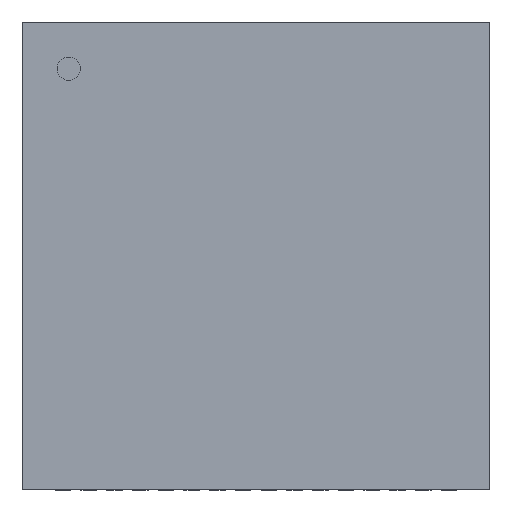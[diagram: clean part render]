
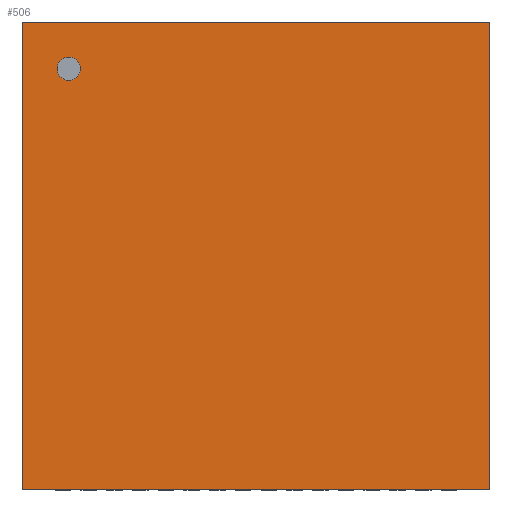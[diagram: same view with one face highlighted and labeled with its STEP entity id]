
A CAD part, top view. The second image highlights one B-rep face of the part: STEP entity #506.
In plain terms, the highlighted planar face has unit normal (0, 0, 1).
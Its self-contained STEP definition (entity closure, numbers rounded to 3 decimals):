
#385 = VERTEX_POINT('',#386);
#386 = CARTESIAN_POINT('',(4.547,-4.547,0.813));
#392 = EDGE_CURVE('',#393,#385,#395,.T.);
#393 = VERTEX_POINT('',#394);
#394 = CARTESIAN_POINT('',(-4.547,-4.547,0.813));
#395 = LINE('',#396,#397);
#396 = CARTESIAN_POINT('',(-4.547,-4.547,0.813));
#397 = VECTOR('',#398,1.);
#398 = DIRECTION('',(1.,0.,0.));
#423 = VERTEX_POINT('',#424);
#424 = CARTESIAN_POINT('',(4.547,4.547,0.813));
#430 = EDGE_CURVE('',#385,#423,#431,.T.);
#431 = LINE('',#432,#433);
#432 = CARTESIAN_POINT('',(4.547,-4.547,0.813));
#433 = VECTOR('',#434,1.);
#434 = DIRECTION('',(0.,1.,0.));
#454 = VERTEX_POINT('',#455);
#455 = CARTESIAN_POINT('',(-4.547,4.547,0.813));
#461 = EDGE_CURVE('',#423,#454,#462,.T.);
#462 = LINE('',#463,#464);
#463 = CARTESIAN_POINT('',(4.547,4.547,0.813));
#464 = VECTOR('',#465,1.);
#465 = DIRECTION('',(-1.,0.,0.));
#483 = EDGE_CURVE('',#454,#393,#484,.T.);
#484 = LINE('',#485,#486);
#485 = CARTESIAN_POINT('',(-4.547,4.547,0.813));
#486 = VECTOR('',#487,1.);
#487 = DIRECTION('',(0.,-1.,0.));
#506 = ADVANCED_FACE('',(#507),#513,.T.);
#507 = FACE_BOUND('',#508,.T.);
#508 = EDGE_LOOP('',(#509,#510,#511,#512));
#509 = ORIENTED_EDGE('',*,*,#392,.T.);
#510 = ORIENTED_EDGE('',*,*,#430,.T.);
#511 = ORIENTED_EDGE('',*,*,#461,.T.);
#512 = ORIENTED_EDGE('',*,*,#483,.T.);
#513 = PLANE('',#514);
#514 = AXIS2_PLACEMENT_3D('',#515,#516,#517);
#515 = CARTESIAN_POINT('',(-4.547,-4.547,0.813));
#516 = DIRECTION('',(0.,0.,1.));
#517 = DIRECTION('',(0.,1.,0.));
